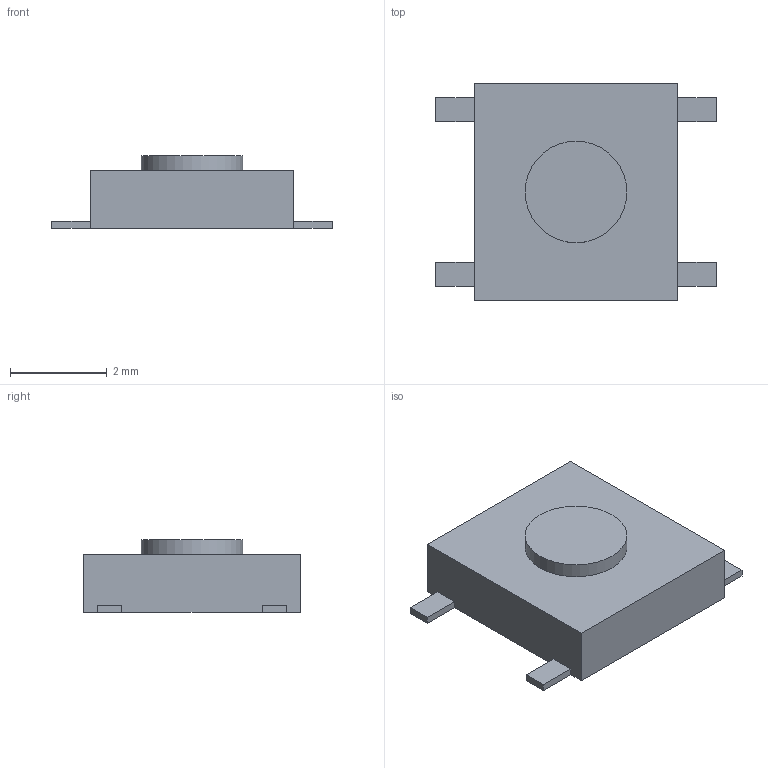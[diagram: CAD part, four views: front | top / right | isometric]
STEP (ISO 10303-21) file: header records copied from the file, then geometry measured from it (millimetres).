
FILE_DESCRIPTION(('STEP AP203'), '1');
FILE_NAME('KLS7-TS4407-1.5-180', '2024-02-16T06:36:55', ('ava'), (''), 'ASCON STEP Converter 1.3', 'ASCON Math Kernel', '');
FILE_SCHEMA(('CONFIG_CONTROL_DESIGN'));
Length unit declared in the file: millimetre
Products named in the file (1): 2
Bounding box: 5.8 x 4.5 x 1.5 mm (x, y, z)
Volume: 24 mm3; surface area: 64.8 mm2
Topology: 1 solids, 1 shells, 24 faces, 63 edges, 42 vertices
Faces by surface type: plane 23, cylinder 1
Full cylindrical faces by diameter (mm): 2.1 x1
Entity records: 828 total; most frequent: CARTESIAN_POINT 129, ORIENTED_EDGE 124, DIRECTION 114, EDGE_CURVE 62, LINE 60, VECTOR 60, VERTEX_POINT 42, AXIS2_PLACEMENT_3D 27
